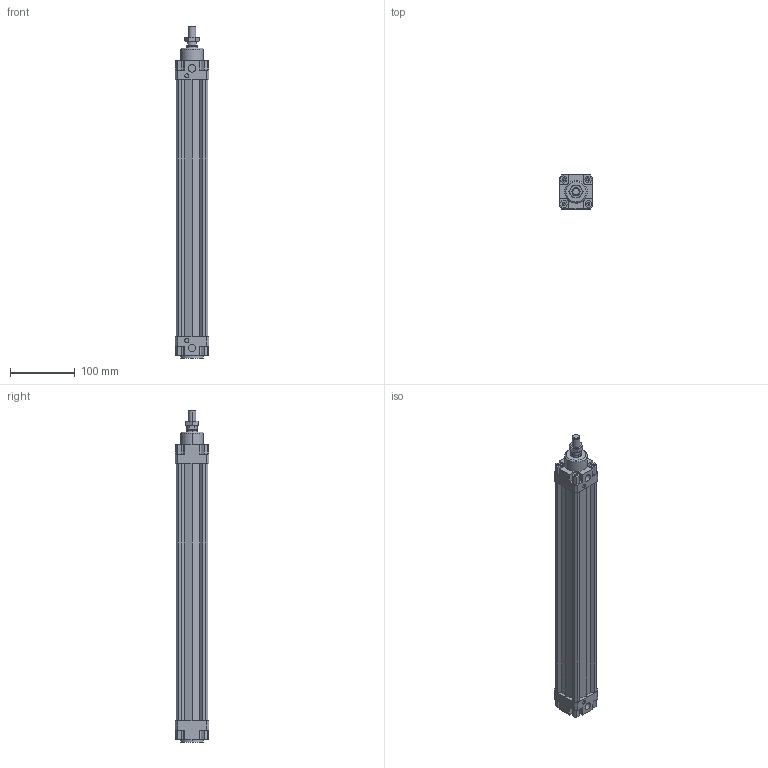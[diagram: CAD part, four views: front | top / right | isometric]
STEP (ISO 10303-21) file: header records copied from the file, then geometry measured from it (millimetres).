
FILE_DESCRIPTION((''),'2;1');
FILE_NAME('1319_40_0350_01.stp','2003-04-08T12:54:28',('maffial1'),(''),'Autodesk Inventor (R) 6.0','Autodesk Inventor (R) 6.0','');
FILE_SCHEMA(('AUTOMOTIVE_DESIGN { 1 0 10303 214 1 1 1 1 }'));
Length unit declared in the file: millimetre
Products named in the file (4): 1319_40_0350_01; CIM02_40_350; CIM01_40_350; 1320_40_18F
Assembly tree (3 placements, depth 2):
  1319_40_0350_01
    CIM02_40_350
    CIM01_40_350
    1320_40_18F
Bounding box: 52 x 52 x 513 mm (x, y, z)
Volume: 947176.8 mm3; surface area: 150363.4 mm2
Topology: 3 solids, 3 shells, 242 faces, 612 edges, 386 vertices
Faces by surface type: plane 118, bspline 68, cone 34, cylinder 22
Entity records: 7516 total; most frequent: CARTESIAN_POINT 1875, ORIENTED_EDGE 1192, DIRECTION 1048, EDGE_CURVE 596, VECTOR 458, LINE 458, VERTEX_POINT 386, AXIS2_PLACEMENT_3D 295
